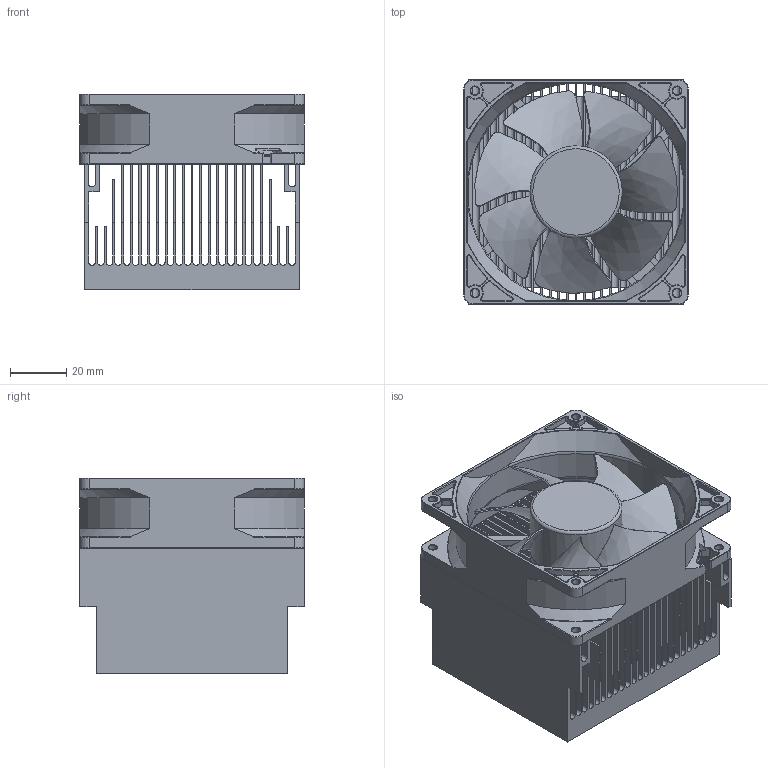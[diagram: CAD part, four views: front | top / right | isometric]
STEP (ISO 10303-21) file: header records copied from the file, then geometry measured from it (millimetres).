
FILE_DESCRIPTION(/* description */ (''),/* implementation_level */ '2;1');
FILE_NAME(/* name */ 'Rosewill RCX-Z80-AL 80mm Sleeve CPU Cooler.stp',/* time_stamp */ '2014-12-29T18:02:17-08:00',/* author */ (''),/* organization */ (''),/* preprocessor_version */ 'ST-DEVELOPER v15',/* originating_system */ 'SIEMENS PLM Software NX 9.0',/* authorisation */ '');
FILE_SCHEMA (('AUTOMOTIVE_DESIGN { 1 0 10303 214 3 1 1 1 }'));
Products named in the file (1): riskCC6C801Ab7hz
Bounding box: 80 x 80 x 69.75 mm (x, y, z)
Volume: 128360.4 mm3; surface area: 170535.2 mm2
Topology: 3 solids, 3 shells, 813 faces, 2130 edges, 1318 vertices
Faces by surface type: plane 269, cylinder 250, torus 181, bspline 97, cone 16
Full cylindrical faces by diameter (mm): 3 x8, 28.75 x1, 32.75 x1, 77.3 x1
Entity records: 44596 total; most frequent: CARTESIAN_POINT 25165, ORIENTED_EDGE 4164, DIRECTION 3951, EDGE_CURVE 2082, AXIS2_PLACEMENT_3D 1500, VERTEX_POINT 1315, LINE 951, VECTOR 951
